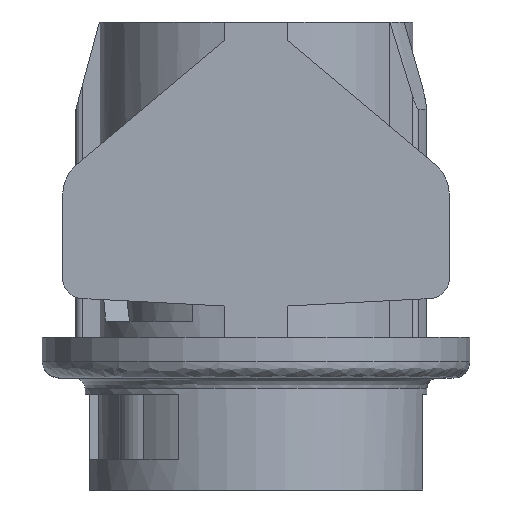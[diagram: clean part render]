
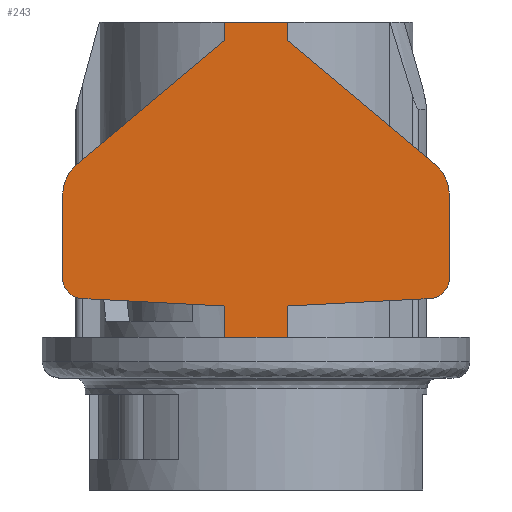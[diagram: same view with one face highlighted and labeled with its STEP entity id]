
A CAD part, front view. The second image highlights one B-rep face of the part: STEP entity #243.
In plain terms, the highlighted planar face has unit normal (0, -1, 0).
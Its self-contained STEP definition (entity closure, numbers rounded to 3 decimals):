
#243=ADVANCED_FACE('12-0-14',(#621),#440,.T.);
#440=PLANE('',#4457);
#621=FACE_OUTER_BOUND('',#830,.T.);
#830=EDGE_LOOP('',(#2251,#2252,#2253,#2254,#2255,#2256,#2257,#2258,#2259,
#2260,#2261,#2262,#2263,#2264,#2265,#2266));
#1091=LINE('',#6195,#1522);
#1098=LINE('',#6213,#1529);
#1125=LINE('',#6321,#1556);
#1155=LINE('',#6485,#1586);
#1157=LINE('',#6491,#1588);
#1160=LINE('',#6499,#1591);
#1162=LINE('',#6503,#1593);
#1164=LINE('',#6506,#1595);
#1165=LINE('',#6508,#1596);
#1166=LINE('',#6511,#1597);
#1167=LINE('',#6512,#1598);
#1168=LINE('',#6513,#1599);
#1522=VECTOR('',#4936,1.);
#1529=VECTOR('',#4953,1.);
#1556=VECTOR('',#5048,1.);
#1586=VECTOR('',#5152,1.);
#1588=VECTOR('',#5160,1.);
#1591=VECTOR('',#5169,1.);
#1593=VECTOR('',#5173,1.);
#1595=VECTOR('',#5175,1.);
#1596=VECTOR('',#5178,1.);
#1597=VECTOR('',#5179,1.);
#1598=VECTOR('',#5180,1.);
#1599=VECTOR('',#5181,1.);
#2251=ORIENTED_EDGE('',*,*,#3772,.T.);
#2252=ORIENTED_EDGE('',*,*,#3773,.F.);
#2253=ORIENTED_EDGE('',*,*,#3769,.T.);
#2254=ORIENTED_EDGE('',*,*,#3760,.F.);
#2255=ORIENTED_EDGE('',*,*,#3761,.F.);
#2256=ORIENTED_EDGE('',*,*,#3763,.F.);
#2257=ORIENTED_EDGE('',*,*,#3765,.F.);
#2258=ORIENTED_EDGE('',*,*,#3767,.F.);
#2259=ORIENTED_EDGE('',*,*,#3771,.T.);
#2260=ORIENTED_EDGE('',*,*,#3703,.F.);
#2261=ORIENTED_EDGE('',*,*,#3774,.T.);
#2262=ORIENTED_EDGE('',*,*,#3652,.F.);
#2263=ORIENTED_EDGE('',*,*,#3639,.F.);
#2264=ORIENTED_EDGE('',*,*,#3643,.F.);
#2265=ORIENTED_EDGE('',*,*,#3646,.F.);
#2266=ORIENTED_EDGE('',*,*,#3775,.F.);
#3193=VERTEX_POINT('',#6187);
#3194=VERTEX_POINT('',#6188);
#3197=VERTEX_POINT('',#6196);
#3199=VERTEX_POINT('',#6202);
#3203=VERTEX_POINT('',#6214);
#3243=VERTEX_POINT('',#6320);
#3244=VERTEX_POINT('',#6322);
#3280=VERTEX_POINT('',#6482);
#3281=VERTEX_POINT('',#6484);
#3282=VERTEX_POINT('',#6488);
#3283=VERTEX_POINT('',#6492);
#3284=VERTEX_POINT('',#6496);
#3285=VERTEX_POINT('',#6500);
#3286=VERTEX_POINT('',#6504);
#3287=VERTEX_POINT('',#6509);
#3288=VERTEX_POINT('',#6510);
#3639=EDGE_CURVE('',#3193,#3194,#4163,.T.);
#3643=EDGE_CURVE('',#3197,#3193,#1091,.T.);
#3646=EDGE_CURVE('',#3199,#3197,#4165,.T.);
#3652=EDGE_CURVE('',#3194,#3203,#1098,.T.);
#3703=EDGE_CURVE('',#3243,#3244,#1125,.T.);
#3760=EDGE_CURVE('',#3281,#3280,#1155,.T.);
#3761=EDGE_CURVE('',#3282,#3281,#4204,.T.);
#3763=EDGE_CURVE('',#3283,#3282,#1157,.T.);
#3765=EDGE_CURVE('',#3284,#3283,#4205,.T.);
#3767=EDGE_CURVE('',#3285,#3284,#1160,.T.);
#3769=EDGE_CURVE('',#3286,#3280,#1162,.T.);
#3771=EDGE_CURVE('',#3285,#3244,#1164,.T.);
#3772=EDGE_CURVE('',#3287,#3288,#1165,.T.);
#3773=EDGE_CURVE('',#3286,#3288,#1166,.T.);
#3774=EDGE_CURVE('',#3243,#3203,#1167,.T.);
#3775=EDGE_CURVE('',#3287,#3199,#1168,.T.);
#4163=CIRCLE('',#4370,2.);
#4165=CIRCLE('',#4374,1.);
#4204=CIRCLE('',#4450,1.);
#4205=CIRCLE('',#4453,2.);
#4370=AXIS2_PLACEMENT_3D('',#6186,#4928,#4929);
#4374=AXIS2_PLACEMENT_3D('',#6201,#4941,#4942);
#4450=AXIS2_PLACEMENT_3D('',#6487,#5155,#5156);
#4453=AXIS2_PLACEMENT_3D('',#6495,#5164,#5165);
#4457=AXIS2_PLACEMENT_3D('',#6514,#5182,#5183);
#4928=DIRECTION('',(0.,1.,0.));
#4929=DIRECTION('',(-1.,0.,0.));
#4936=DIRECTION('',(0.,0.,1.));
#4941=DIRECTION('',(0.,1.,0.));
#4942=DIRECTION('',(-0.052,0.,-0.999));
#4953=DIRECTION('',(0.766,0.,0.643));
#5048=DIRECTION('',(1.,0.,0.));
#5152=DIRECTION('',(-0.999,0.,-0.052));
#5155=DIRECTION('',(0.,1.,0.));
#5156=DIRECTION('',(1.,0.,0.));
#5160=DIRECTION('',(0.,0.,-1.));
#5164=DIRECTION('',(0.,1.,0.));
#5165=DIRECTION('',(0.643,0.,0.766));
#5169=DIRECTION('',(0.766,0.,-0.643));
#5173=DIRECTION('',(0.,0.,1.));
#5175=DIRECTION('',(0.,0.,1.));
#5178=DIRECTION('',(0.,0.,-1.));
#5179=DIRECTION('',(-1.,0.,0.));
#5180=DIRECTION('',(0.,0.,-1.));
#5181=DIRECTION('',(-0.999,0.,0.052));
#5182=DIRECTION('',(0.,-1.,0.));
#5183=DIRECTION('',(0.,0.,1.));
#6186=CARTESIAN_POINT('',(-7.5,-8.85,2.997));
#6187=CARTESIAN_POINT('',(-9.5,-8.85,2.997));
#6188=CARTESIAN_POINT('',(-8.786,-8.85,4.529));
#6195=CARTESIAN_POINT('',(-9.5,-8.85,-1.092));
#6196=CARTESIAN_POINT('',(-9.5,-8.85,-1.092));
#6201=CARTESIAN_POINT('',(-8.5,-8.85,-1.092));
#6202=CARTESIAN_POINT('',(-8.552,-8.85,-2.091));
#6213=CARTESIAN_POINT('',(-8.786,-8.85,4.529));
#6214=CARTESIAN_POINT('',(-1.55,-8.85,10.6));
#6320=CARTESIAN_POINT('',(-1.55,-8.85,11.5));
#6321=CARTESIAN_POINT('',(-1.55,-8.85,11.5));
#6322=CARTESIAN_POINT('',(1.55,-8.85,11.5));
#6482=CARTESIAN_POINT('',(1.55,-8.85,-2.458));
#6484=CARTESIAN_POINT('',(8.552,-8.85,-2.091));
#6485=CARTESIAN_POINT('',(8.552,-8.85,-2.091));
#6487=CARTESIAN_POINT('',(8.5,-8.85,-1.092));
#6488=CARTESIAN_POINT('',(9.5,-8.85,-1.092));
#6491=CARTESIAN_POINT('',(9.5,-8.85,2.997));
#6492=CARTESIAN_POINT('',(9.5,-8.85,2.997));
#6495=CARTESIAN_POINT('',(7.5,-8.85,2.997));
#6496=CARTESIAN_POINT('',(8.786,-8.85,4.529));
#6499=CARTESIAN_POINT('',(1.55,-8.85,10.6));
#6500=CARTESIAN_POINT('',(1.55,-8.85,10.6));
#6503=CARTESIAN_POINT('',(1.55,-8.85,-4.));
#6504=CARTESIAN_POINT('',(1.55,-8.85,-4.));
#6506=CARTESIAN_POINT('',(1.55,-8.85,10.6));
#6508=CARTESIAN_POINT('',(-1.55,-8.85,-2.458));
#6509=CARTESIAN_POINT('',(-1.55,-8.85,-2.458));
#6510=CARTESIAN_POINT('',(-1.55,-8.85,-4.));
#6511=CARTESIAN_POINT('',(1.55,-8.85,-4.));
#6512=CARTESIAN_POINT('',(-1.55,-8.85,11.5));
#6513=CARTESIAN_POINT('',(-1.55,-8.85,-2.458));
#6514=CARTESIAN_POINT('',(10.55,-8.85,-4.1));
